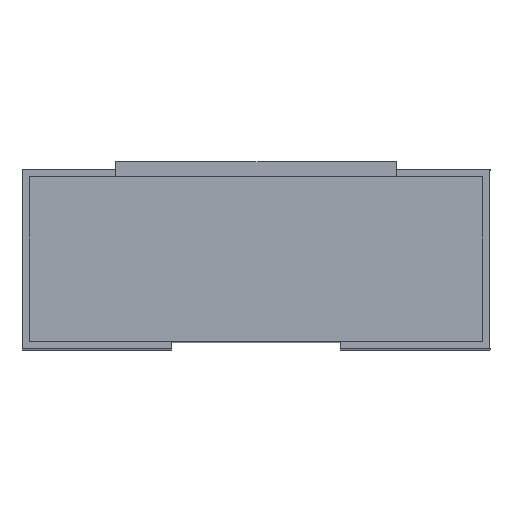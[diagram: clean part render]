
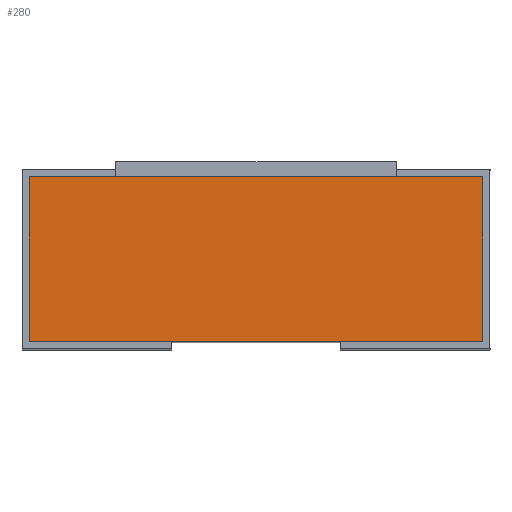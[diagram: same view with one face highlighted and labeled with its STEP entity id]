
A CAD part, top view. The second image highlights one B-rep face of the part: STEP entity #280.
In plain terms, the highlighted planar face has unit normal (0, 0, 1).
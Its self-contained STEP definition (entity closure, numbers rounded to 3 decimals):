
#129 = ORIENTED_EDGE ( 'NONE', *, *, #319, .T. ) ;
#151 = VERTEX_POINT ( 'NONE', #363 ) ;
#270 = VECTOR ( 'NONE', #911, 1000. ) ;
#280 = ADVANCED_FACE ( 'NONE', ( #796 ), #385, .T. ) ;
#318 = CARTESIAN_POINT ( 'NONE',  ( -0.605, 0., 1. ) ) ;
#319 = EDGE_CURVE ( 'NONE', #1433, #151, #1377, .T. ) ;
#363 = CARTESIAN_POINT ( 'NONE',  ( 0.605, 0.46, 1. ) ) ;
#385 = PLANE ( 'NONE',  #667 ) ;
#388 = VECTOR ( 'NONE', #758, 1000. ) ;
#461 = CARTESIAN_POINT ( 'NONE',  ( -0.605, 0.02, 1. ) ) ;
#555 = DIRECTION ( 'NONE',  ( 0., -1., 0. ) ) ;
#626 = EDGE_CURVE ( 'NONE', #1433, #780, #928, .T. ) ;
#627 = DIRECTION ( 'NONE',  ( 0., 0., 1. ) ) ;
#633 = CARTESIAN_POINT ( 'NONE',  ( 0.605, 0., 1. ) ) ;
#638 = VERTEX_POINT ( 'NONE', #1122 ) ;
#667 = AXIS2_PLACEMENT_3D ( 'NONE', #986, #627, #969 ) ;
#677 = ORIENTED_EDGE ( 'NONE', *, *, #866, .T. ) ;
#758 = DIRECTION ( 'NONE',  ( 0., 1., 0. ) ) ;
#780 = VERTEX_POINT ( 'NONE', #1413 ) ;
#796 = FACE_OUTER_BOUND ( 'NONE', #1492, .T. ) ;
#866 = EDGE_CURVE ( 'NONE', #638, #780, #1156, .T. ) ;
#909 = CARTESIAN_POINT ( 'NONE',  ( -0.605, 0.46, 1. ) ) ;
#911 = DIRECTION ( 'NONE',  ( 1., 0., 0. ) ) ;
#928 = LINE ( 'NONE', #461, #1519 ) ;
#969 = DIRECTION ( 'NONE',  ( 1., 0., 0. ) ) ;
#986 = CARTESIAN_POINT ( 'NONE',  ( 0., 0., 1. ) ) ;
#1095 = ORIENTED_EDGE ( 'NONE', *, *, #626, .F. ) ;
#1122 = CARTESIAN_POINT ( 'NONE',  ( -0.605, 0.46, 1. ) ) ;
#1150 = CARTESIAN_POINT ( 'NONE',  ( 0.605, 0.02, 1. ) ) ;
#1156 = LINE ( 'NONE', #318, #1470 ) ;
#1279 = ORIENTED_EDGE ( 'NONE', *, *, #1421, .F. ) ;
#1292 = DIRECTION ( 'NONE',  ( -1., 0., 0. ) ) ;
#1377 = LINE ( 'NONE', #633, #388 ) ;
#1413 = CARTESIAN_POINT ( 'NONE',  ( -0.605, 0.02, 1. ) ) ;
#1421 = EDGE_CURVE ( 'NONE', #638, #151, #1521, .T. ) ;
#1433 = VERTEX_POINT ( 'NONE', #1150 ) ;
#1470 = VECTOR ( 'NONE', #555, 1000. ) ;
#1492 = EDGE_LOOP ( 'NONE', ( #129, #1279, #677, #1095 ) ) ;
#1519 = VECTOR ( 'NONE', #1292, 1000. ) ;
#1521 = LINE ( 'NONE', #909, #270 ) ;
